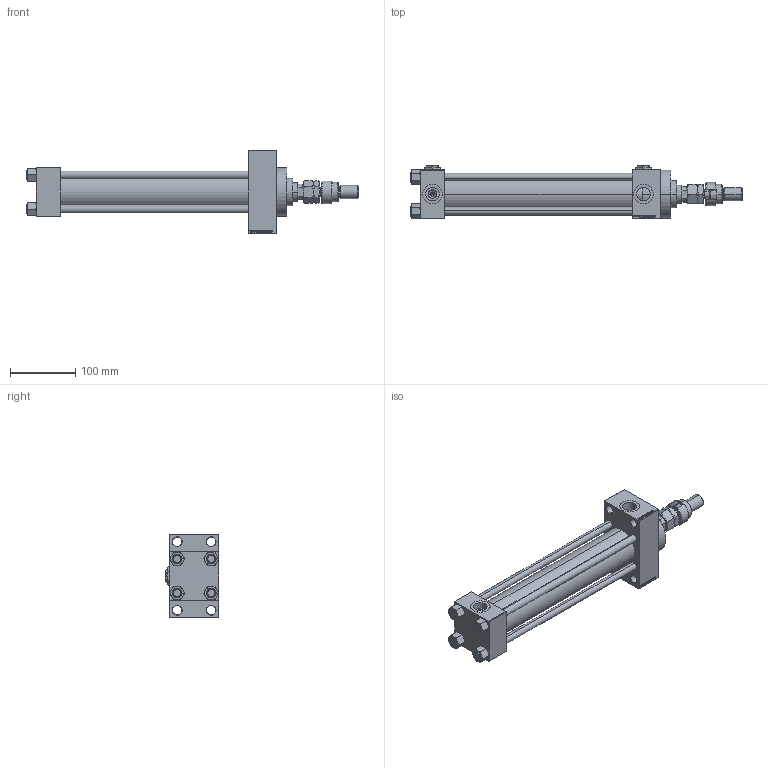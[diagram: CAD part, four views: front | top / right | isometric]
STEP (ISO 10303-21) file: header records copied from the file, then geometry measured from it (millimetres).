
FILE_DESCRIPTION (( 'STEP AP203' ), '1' );
FILE_NAME ('ae1c.STEP', '2023-08-23T12:16:42', ( '' ), ( '' ), 'SwSTEP 2.0', 'SolidWorks 2019', '' );
FILE_SCHEMA (( 'CONFIG_CONTROL_DESIGN' ));
Length unit declared in the file: millimetre
Products named in the file (10): V215_VC_A 36ed9a9cb2ac909db4830cef95f74f68; NUT_M5_D 36ed9a9cb2ac909db4830cef95f74f68; MFA 36ed9a9cb2ac909db4830cef95f74f68; V215CR_D_TYCINKA 36ed9a9cb2ac909db4830cef95f74f68; ae1c; V215CR_D_Body 36ed9a9cb2ac909db4830cef95f74f68; DFA 36ed9a9cb2ac909db4830cef95f74f68; Zatka_pro_OIL_PORT 36ed9a9cb2ac909db4830cef95f74f68; FEMALE_PART_FOR_DFA 36ed9a9cb2ac909db4830cef95f74f68; V215CR_VCP_D 36ed9a9cb2ac909db4830cef95f74f68
Assembly tree (16 placements, depth 3):
  ae1c
    V215CR_D_Body 36ed9a9cb2ac909db4830cef95f74f68
    V215CR_VCP_D 36ed9a9cb2ac909db4830cef95f74f68
    NUT_M5_D 36ed9a9cb2ac909db4830cef95f74f68  x4
    V215CR_D_TYCINKA 36ed9a9cb2ac909db4830cef95f74f68  x4
    V215_VC_A 36ed9a9cb2ac909db4830cef95f74f68
    DFA 36ed9a9cb2ac909db4830cef95f74f68
      FEMALE_PART_FOR_DFA 36ed9a9cb2ac909db4830cef95f74f68
      MFA 36ed9a9cb2ac909db4830cef95f74f68
    Zatka_pro_OIL_PORT 36ed9a9cb2ac909db4830cef95f74f68  x2
Bounding box: 509 x 82.27 x 128 mm (x, y, z)
Volume: 1211301.9 mm3; surface area: 319591.9 mm2
Topology: 15 solids, 15 shells, 1289 faces, 3168 edges, 2028 vertices
Faces by surface type: plane 573, bspline 368, cone 224, cylinder 112, torus 12
Entity records: 52130 total; most frequent: CARTESIAN_POINT 26468, ORIENTED_EDGE 5636, DIRECTION 3822, EDGE_CURVE 2818, VERTEX_POINT 1826, LINE 1610, VECTOR 1610, EDGE_LOOP 1268
